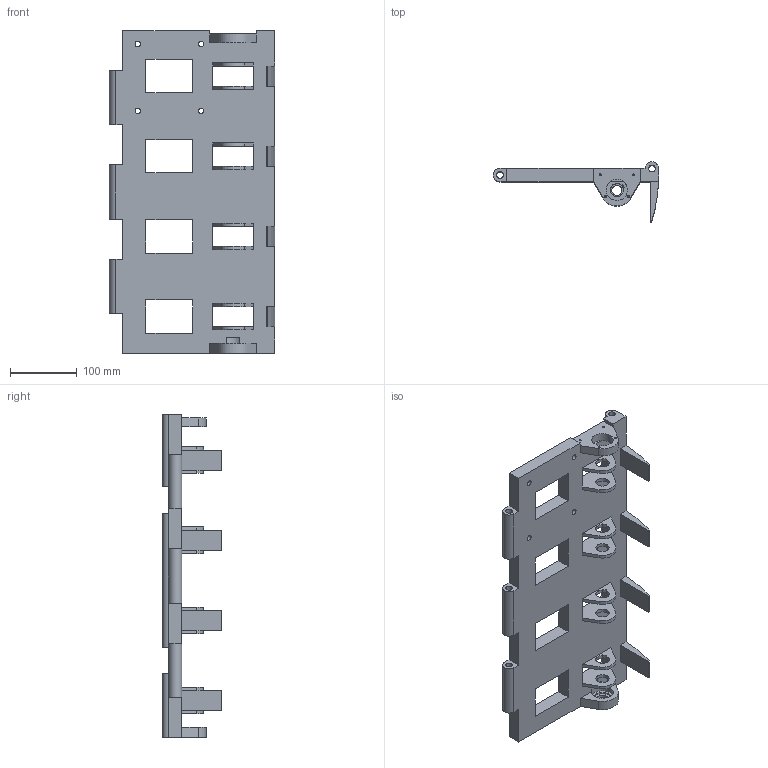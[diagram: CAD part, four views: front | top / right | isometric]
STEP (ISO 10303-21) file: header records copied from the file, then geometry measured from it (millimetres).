
FILE_DESCRIPTION( ('This file contains a STEP AP42 implementation' ,'as created by ZW3D STEP Interface translator.' ,'') ,'2;1' );
FILE_NAME( '仱謫殤.ipt.stp' ,'251027.114730', (''), ('ZWCAD Software Co.'), 'Version 1.0', 'ZW3D to STEP translator', '' );
FILE_SCHEMA(('AUTOMOTIVE_DESIGN { 1 0 10303 214 1 1 1 1 }'));
Length unit declared in the file: millimetre
Products named in the file (1): 0
Bounding box: 247.52 x 89.58 x 483 mm (x, y, z)
Volume: 1972744.5 mm3; surface area: 322643.6 mm2
Topology: 1 solids, 1 shells, 163 faces, 491 edges, 332 vertices
Faces by surface type: plane 118, cylinder 45
Full cylindrical faces by diameter (mm): 3 x4, 8 x4, 10 x6, 15 x1, 20 x4, 24 x1, 32 x2
Entity records: 5864 total; most frequent: CARTESIAN_POINT 987, ORIENTED_EDGE 982, DIRECTION 963, EDGE_CURVE 491, VECTOR 347, LINE 347, VERTEX_POINT 332, AXIS2_PLACEMENT_3D 308
